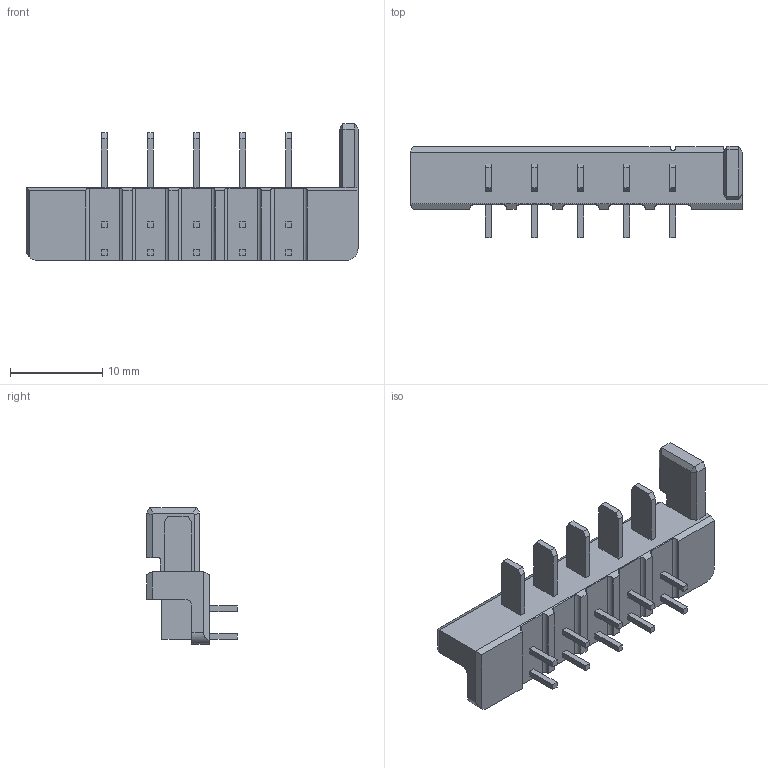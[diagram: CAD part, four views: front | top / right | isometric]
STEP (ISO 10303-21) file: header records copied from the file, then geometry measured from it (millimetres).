
FILE_DESCRIPTION((''),'2;1');
FILE_NAME('C-5787422-1','2016-10-10T',('workeradm'),('Tyco Electronics Ltd.'),'CREO PARAMETRIC BY PTC INC, 2016050','CREO PARAMETRIC BY PTC INC, 2016050','');
FILE_SCHEMA(('AUTOMOTIVE_DESIGN { 1 0 10303 214 1 1 1 1 }'));
Length unit declared in the file: millimetre
Products named in the file (1): C-5787422-1
Bounding box: 36 x 9.85 x 14.85 mm (x, y, z)
Volume: 1166.8 mm3; surface area: 1629.2 mm2
Topology: 1 solids, 1 shells, 179 faces, 475 edges, 313 vertices
Faces by surface type: plane 159, cylinder 20
Entity records: 5666 total; most frequent: CARTESIAN_POINT 1033, ORIENTED_EDGE 950, DIRECTION 850, EDGE_CURVE 475, VECTOR 434, LINE 434, VERTEX_POINT 313, AXIS2_PLACEMENT_3D 208
